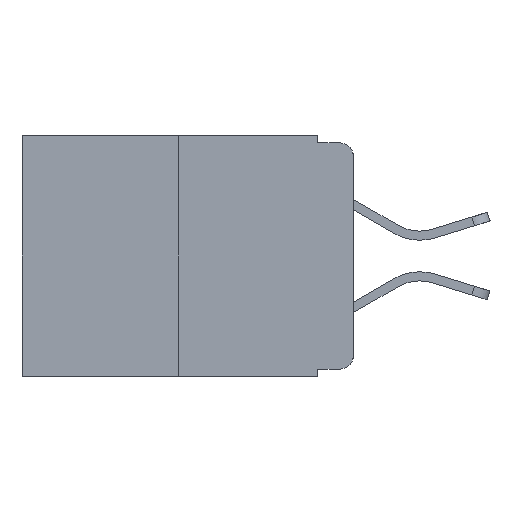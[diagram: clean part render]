
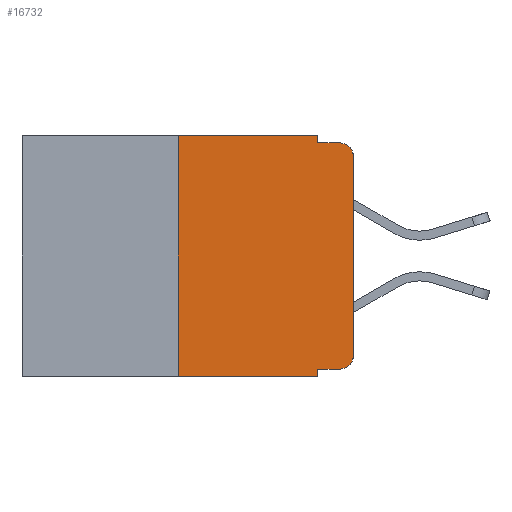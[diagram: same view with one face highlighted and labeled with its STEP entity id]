
A CAD part, left-side view. The second image highlights one B-rep face of the part: STEP entity #16732.
In plain terms, the highlighted planar face has unit normal (-1, 0, 0).
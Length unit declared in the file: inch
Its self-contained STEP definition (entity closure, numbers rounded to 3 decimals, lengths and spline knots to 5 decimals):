
#210 = EDGE_CURVE ( 'NONE', #9309, #2834, #19667, .T. ) ;
#833 = DIRECTION ( 'NONE',  ( 0., 0., -1. ) ) ;
#1169 = ORIENTED_EDGE ( 'NONE', *, *, #210, .T. ) ;
#1221 = ORIENTED_EDGE ( 'NONE', *, *, #18807, .F. ) ;
#1852 = CARTESIAN_POINT ( 'NONE',  ( 0., 0.051, 0. ) ) ;
#1874 = CARTESIAN_POINT ( 'NONE',  ( 0., 0.051, -0.343 ) ) ;
#2238 = DIRECTION ( 'NONE',  ( 0., 0., -1. ) ) ;
#2344 = LINE ( 'NONE', #1852, #6701 ) ;
#2834 = VERTEX_POINT ( 'NONE', #6714 ) ;
#3206 = EDGE_CURVE ( 'NONE', #20082, #14180, #15362, .T. ) ;
#3548 = DIRECTION ( 'NONE',  ( 0., 0., -1. ) ) ;
#3976 = VECTOR ( 'NONE', #14755, 39.37008 ) ;
#4191 = CARTESIAN_POINT ( 'NONE',  ( 0., 0., -0.03 ) ) ;
#4414 = CARTESIAN_POINT ( 'NONE',  ( 0., 0.25, -0.343 ) ) ;
#4786 = CARTESIAN_POINT ( 'NONE',  ( 0., 0.02, -0.333 ) ) ;
#4893 = VERTEX_POINT ( 'NONE', #10293 ) ;
#5056 = ORIENTED_EDGE ( 'NONE', *, *, #13801, .F. ) ;
#5434 = CARTESIAN_POINT ( 'NONE',  ( 0., 0.25, 0. ) ) ;
#5485 = DIRECTION ( 'NONE',  ( -1., 0., 0. ) ) ;
#5910 = EDGE_CURVE ( 'NONE', #11156, #4893, #17111, .T. ) ;
#6239 = CARTESIAN_POINT ( 'NONE',  ( 0., 0.02, -0.01 ) ) ;
#6485 = DIRECTION ( 'NONE',  ( -1., 0., 0. ) ) ;
#6701 = VECTOR ( 'NONE', #3548, 39.37008 ) ;
#6714 = CARTESIAN_POINT ( 'NONE',  ( 0., 0., -0.313 ) ) ;
#6863 = VECTOR ( 'NONE', #13469, 39.37008 ) ;
#6962 = ORIENTED_EDGE ( 'NONE', *, *, #3206, .T. ) ;
#7378 = LINE ( 'NONE', #11900, #6863 ) ;
#7410 = VECTOR ( 'NONE', #13590, 39.37008 ) ;
#7665 = ORIENTED_EDGE ( 'NONE', *, *, #19834, .T. ) ;
#7749 = PLANE ( 'NONE',  #10362 ) ;
#8366 = ORIENTED_EDGE ( 'NONE', *, *, #14815, .F. ) ;
#8475 = CARTESIAN_POINT ( 'NONE',  ( 0., 0.051, -0.01 ) ) ;
#9054 = LINE ( 'NONE', #17505, #16857 ) ;
#9078 = CARTESIAN_POINT ( 'NONE',  ( 0., 0.051, 0. ) ) ;
#9309 = VERTEX_POINT ( 'NONE', #4786 ) ;
#9407 = DIRECTION ( 'NONE',  ( 1., 0., 0. ) ) ;
#9500 = VERTEX_POINT ( 'NONE', #8475 ) ;
#9747 = AXIS2_PLACEMENT_3D ( 'NONE', #15075, #5485, #16556 ) ;
#10053 = CARTESIAN_POINT ( 'NONE',  ( 0., 0.473, -0.343 ) ) ;
#10293 = CARTESIAN_POINT ( 'NONE',  ( 0., 0.051, 0. ) ) ;
#10362 = AXIS2_PLACEMENT_3D ( 'NONE', #18627, #9407, #20156 ) ;
#10624 = EDGE_CURVE ( 'NONE', #2834, #19987, #9054, .T. ) ;
#11033 = LINE ( 'NONE', #9078, #18169 ) ;
#11156 = VERTEX_POINT ( 'NONE', #5434 ) ;
#11710 = EDGE_CURVE ( 'NONE', #19987, #13866, #13319, .T. ) ;
#11900 = CARTESIAN_POINT ( 'NONE',  ( 0., 0.051, -0.333 ) ) ;
#12978 = LINE ( 'NONE', #15830, #20478 ) ;
#13319 = CIRCLE ( 'NONE', #9747, 0.02 ) ;
#13469 = DIRECTION ( 'NONE',  ( 0., -1., 0. ) ) ;
#13590 = DIRECTION ( 'NONE',  ( 0., -1., 0. ) ) ;
#13801 = EDGE_CURVE ( 'NONE', #9500, #13866, #18227, .T. ) ;
#13866 = VERTEX_POINT ( 'NONE', #6239 ) ;
#14077 = ORIENTED_EDGE ( 'NONE', *, *, #11710, .T. ) ;
#14180 = VERTEX_POINT ( 'NONE', #1874 ) ;
#14327 = EDGE_LOOP ( 'NONE', ( #18724, #14077, #5056, #8366, #14614, #19779, #6962, #1221, #7665, #1169 ) ) ;
#14566 = DIRECTION ( 'NONE',  ( 0., 0., 1. ) ) ;
#14614 = ORIENTED_EDGE ( 'NONE', *, *, #5910, .F. ) ;
#14755 = DIRECTION ( 'NONE',  ( 0., -1., 0. ) ) ;
#14815 = EDGE_CURVE ( 'NONE', #4893, #9500, #2344, .T. ) ;
#14819 = CARTESIAN_POINT ( 'NONE',  ( 0., 0.473, 0. ) ) ;
#15075 = CARTESIAN_POINT ( 'NONE',  ( 0., 0.02, -0.03 ) ) ;
#15362 = LINE ( 'NONE', #10053, #7410 ) ;
#15458 = CARTESIAN_POINT ( 'NONE',  ( 0., 0.051, -0.333 ) ) ;
#15581 = DIRECTION ( 'NONE',  ( 0., -1., 0. ) ) ;
#15830 = CARTESIAN_POINT ( 'NONE',  ( 0., 0.25, 0. ) ) ;
#16182 = VERTEX_POINT ( 'NONE', #15458 ) ;
#16556 = DIRECTION ( 'NONE',  ( 0., 0., -1. ) ) ;
#16732 = ADVANCED_FACE ( 'NONE', ( #18367 ), #7749, .F. ) ;
#16816 = EDGE_CURVE ( 'NONE', #20082, #11156, #12978, .T. ) ;
#16857 = VECTOR ( 'NONE', #14566, 39.37008 ) ;
#17069 = CARTESIAN_POINT ( 'NONE',  ( 0., 0.051, -0.01 ) ) ;
#17111 = LINE ( 'NONE', #14819, #3976 ) ;
#17330 = DIRECTION ( 'NONE',  ( 0., 0., 1. ) ) ;
#17505 = CARTESIAN_POINT ( 'NONE',  ( 0., 0., 0. ) ) ;
#17761 = VECTOR ( 'NONE', #15581, 39.37008 ) ;
#18169 = VECTOR ( 'NONE', #833, 39.37008 ) ;
#18227 = LINE ( 'NONE', #17069, #17761 ) ;
#18367 = FACE_OUTER_BOUND ( 'NONE', #14327, .T. ) ;
#18627 = CARTESIAN_POINT ( 'NONE',  ( 0., 0.473, 0. ) ) ;
#18724 = ORIENTED_EDGE ( 'NONE', *, *, #10624, .T. ) ;
#18733 = AXIS2_PLACEMENT_3D ( 'NONE', #19123, #6485, #2238 ) ;
#18807 = EDGE_CURVE ( 'NONE', #16182, #14180, #11033, .T. ) ;
#19123 = CARTESIAN_POINT ( 'NONE',  ( 0., 0.02, -0.313 ) ) ;
#19667 = CIRCLE ( 'NONE', #18733, 0.02 ) ;
#19779 = ORIENTED_EDGE ( 'NONE', *, *, #16816, .F. ) ;
#19834 = EDGE_CURVE ( 'NONE', #16182, #9309, #7378, .T. ) ;
#19987 = VERTEX_POINT ( 'NONE', #4191 ) ;
#20082 = VERTEX_POINT ( 'NONE', #4414 ) ;
#20156 = DIRECTION ( 'NONE',  ( 0., 0., -1. ) ) ;
#20478 = VECTOR ( 'NONE', #17330, 39.37008 ) ;
